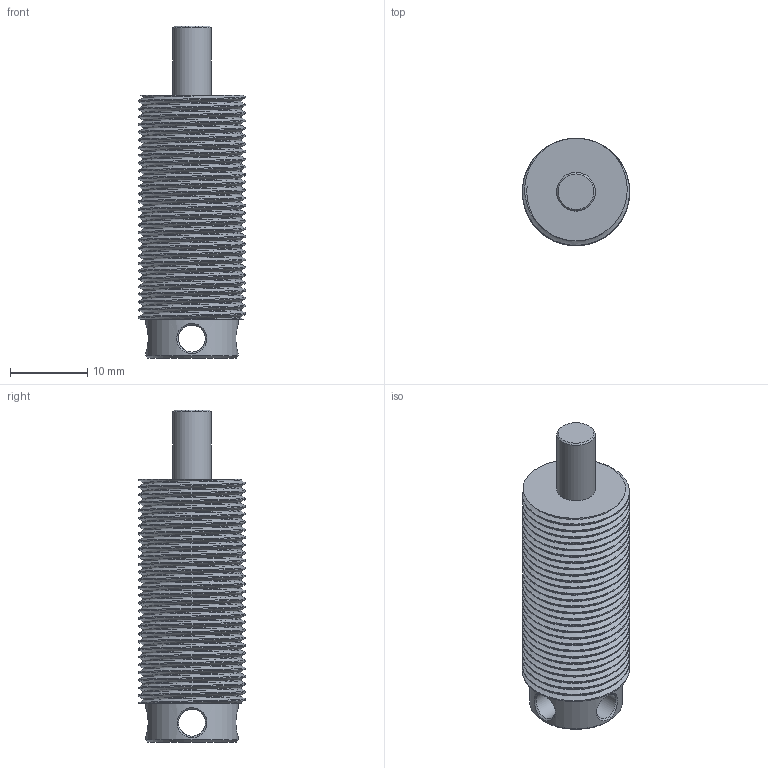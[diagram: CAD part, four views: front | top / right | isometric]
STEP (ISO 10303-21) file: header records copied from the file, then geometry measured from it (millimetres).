
FILE_DESCRIPTION(/* description */ (''),/* implementation_level */ '2;1');
FILE_NAME(/* name */ 'ccac10bc-6142-4927-ac32-020979126c65.stp',/* time_stamp */ '2022-05-14T18:17:20Z',/* author */ (''),/* organization */ (''),/* preprocessor_version */ 'ST-DEVELOPER v19',/* originating_system */ 'Autodesk Translation Framework v11.7.0.108',/* authorisation */ '');
FILE_SCHEMA (('AUTOMOTIVE_DESIGN { 1 0 10303 214 3 1 1 }'));
Length unit declared in the file: millimetre
Products named in the file (1): KB07
Bounding box: 13.88 x 13.88 x 43 mm (x, y, z)
Volume: 4561.4 mm3; surface area: 2773.6 mm2
Topology: 1 solids, 1 shells, 76 faces, 223 edges, 148 vertices
Faces by surface type: cylinder 64, bspline 6, plane 4, cone 2
Full cylindrical faces by diameter (mm): 3.5 x2, 5 x1, 12 x1, 12.741 x28, 13.884 x28
Entity records: 9508 total; most frequent: CARTESIAN_POINT 7732, ORIENTED_EDGE 446, DIRECTION 233, EDGE_CURVE 223, VERTEX_POINT 148, B_SPLINE_CURVE_WITH_KNOTS 142, EDGE_LOOP 81, AXIS2_PLACEMENT_3D 81
